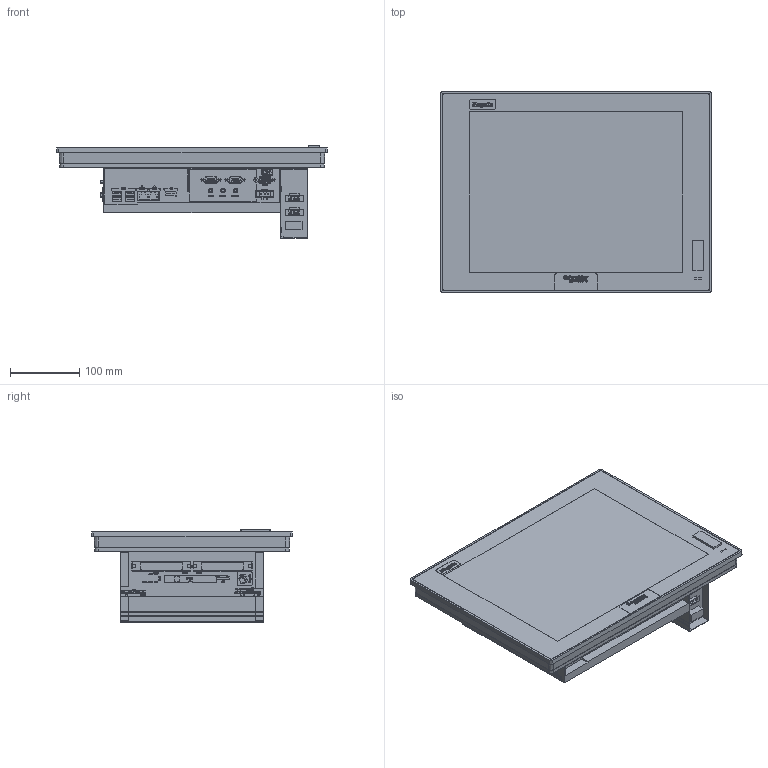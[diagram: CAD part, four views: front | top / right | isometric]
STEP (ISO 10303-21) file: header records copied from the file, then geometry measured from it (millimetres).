
FILE_DESCRIPTION(('STEP AP242'),'1');
FILE_NAME('hmidm7421.stp','2020-06-29T06:20:41',('TraceParts'),('TraceParts S.A.'),'Spatial InterOp 3D',' ',' ');
FILE_SCHEMA(('AP242_MANAGED_MODEL_BASED_3D_ENGINEERING_MIM_LF {1 0 10303 442 1 1 4}'));
Length unit declared in the file: millimetre
Products named in the file (1): hmidm7421_1
Bounding box: 390.7 x 289.8 x 132.9 mm (x, y, z)
Volume: 6858187.3 mm3; surface area: 549328.1 mm2
Topology: 3 solids, 4 shells, 3691 faces, 9838 edges, 6550 vertices
Faces by surface type: plane 1728, extrusion 1559, cylinder 389, bspline 12, torus 3
Entity records: 191616 total; most frequent: CARTESIAN_POINT 105125, ORIENTED_EDGE 19676, DIRECTION 13155, EDGE_CURVE 9838, VECTOR 7429, VERTEX_POINT 6550, LINE 5870, B_SPLINE_CURVE_WITH_KNOTS 4787
